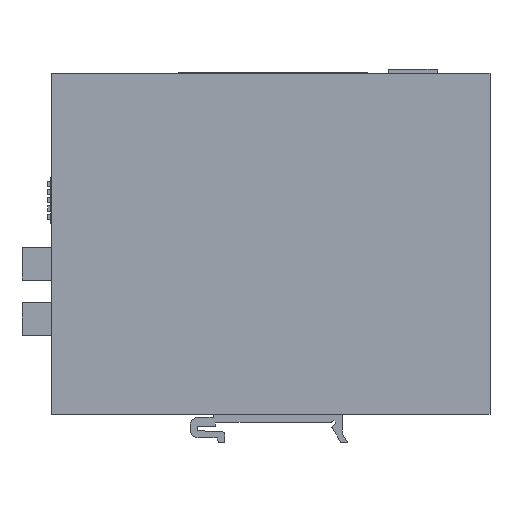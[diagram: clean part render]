
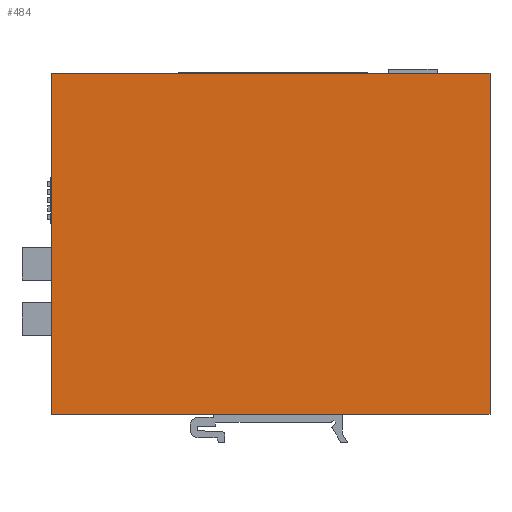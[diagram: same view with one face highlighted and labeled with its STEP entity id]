
A CAD part, left-side view. The second image highlights one B-rep face of the part: STEP entity #484.
In plain terms, the highlighted planar face has unit normal (-1, 0, 0).
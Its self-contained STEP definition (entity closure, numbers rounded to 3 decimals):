
#464=AXIS2_PLACEMENT_3D('Plane Axis2P3D',#461,#462,#463) ;
#43=CARTESIAN_POINT('Vertex',(0.,135.,113.8)) ;
#57=CARTESIAN_POINT('Vertex',(0.,135.,8.8)) ;
#60=CARTESIAN_POINT('Line Origine',(0.,135.,61.3)) ;
#295=CARTESIAN_POINT('Line Origine',(0.,67.5,113.8)) ;
#299=CARTESIAN_POINT('Vertex',(0.,0.,113.8)) ;
#461=CARTESIAN_POINT('Axis2P3D Location',(0.,127.,99.7)) ;
#466=CARTESIAN_POINT('Line Origine',(0.,0.,61.3)) ;
#470=CARTESIAN_POINT('Vertex',(0.,0.,8.8)) ;
#473=CARTESIAN_POINT('Line Origine',(0.,67.5,8.8)) ;
#61=DIRECTION('Vector Direction',(0.,0.,-1.)) ;
#296=DIRECTION('Vector Direction',(0.,1.,0.)) ;
#462=DIRECTION('Axis2P3D Direction',(1.,0.,0.)) ;
#463=DIRECTION('Axis2P3D XDirection',(0.,-1.,0.)) ;
#467=DIRECTION('Vector Direction',(0.,0.,-1.)) ;
#474=DIRECTION('Vector Direction',(0.,-1.,0.)) ;
#62=VECTOR('Line Direction',#61,1.) ;
#297=VECTOR('Line Direction',#296,1.) ;
#468=VECTOR('Line Direction',#467,1.) ;
#475=VECTOR('Line Direction',#474,1.) ;
#479=ORIENTED_EDGE('',*,*,#472,.F.) ;
#480=ORIENTED_EDGE('',*,*,#301,.F.) ;
#481=ORIENTED_EDGE('',*,*,#64,.T.) ;
#482=ORIENTED_EDGE('',*,*,#477,.F.) ;
#484=ADVANCED_FACE('SWITCH',(#483),#465,.F.) ;
#64=EDGE_CURVE('',#44,#58,#63,.T.) ;
#301=EDGE_CURVE('',#44,#300,#298,.F.) ;
#472=EDGE_CURVE('',#300,#471,#469,.T.) ;
#477=EDGE_CURVE('',#471,#58,#476,.F.) ;
#478=EDGE_LOOP('',(#479,#480,#481,#482)) ;
#483=FACE_OUTER_BOUND('',#478,.T.) ;
#63=LINE('Line',#60,#62) ;
#298=LINE('Line',#295,#297) ;
#469=LINE('Line',#466,#468) ;
#476=LINE('Line',#473,#475) ;
#465=PLANE('',#464) ;
#44=VERTEX_POINT('',#43) ;
#58=VERTEX_POINT('',#57) ;
#300=VERTEX_POINT('',#299) ;
#471=VERTEX_POINT('',#470) ;
